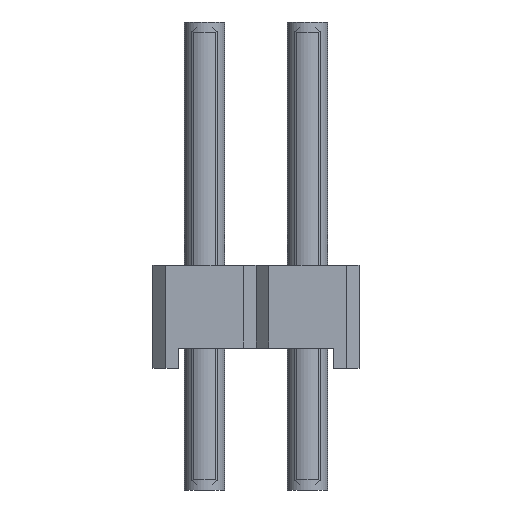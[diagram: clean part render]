
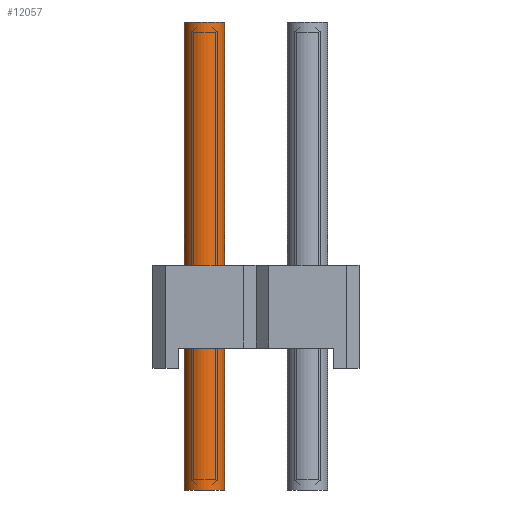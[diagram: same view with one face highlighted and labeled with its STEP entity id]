
A CAD part, left-side view. The second image highlights one B-rep face of the part: STEP entity #12057.
In plain terms, the highlighted cylindrical face has radius 0.5 mm (diameter 1 mm), a full revolution.
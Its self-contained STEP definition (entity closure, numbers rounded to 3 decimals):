
#231=CIRCLE('',#12714,0.5);
#232=CIRCLE('',#12715,0.5);
#660=CYLINDRICAL_SURFACE('',#12713,0.5);
#981=ORIENTED_EDGE('',*,*,#4535,.F.);
#982=ORIENTED_EDGE('',*,*,#4536,.T.);
#4535=EDGE_CURVE('',#6321,#6321,#231,.T.);
#4536=EDGE_CURVE('',#6322,#6322,#232,.T.);
#6321=VERTEX_POINT('',#17426);
#6322=VERTEX_POINT('',#17428);
#10245=EDGE_LOOP('',(#981));
#10246=EDGE_LOOP('',(#982));
#10955=FACE_BOUND('',#10245,.T.);
#10956=FACE_BOUND('',#10246,.T.);
#12057=ADVANCED_FACE('',(#10955,#10956),#660,.F.);
#12713=AXIS2_PLACEMENT_3D('',#17424,#13873,#13874);
#12714=AXIS2_PLACEMENT_3D('',#17425,#13875,#13876);
#12715=AXIS2_PLACEMENT_3D('',#17427,#13877,#13878);
#13873=DIRECTION('',(0.,0.,1.));
#13874=DIRECTION('',(1.,0.,0.));
#13875=DIRECTION('',(0.,0.,-1.));
#13876=DIRECTION('',(1.,0.,0.));
#13877=DIRECTION('',(0.,0.,-1.));
#13878=DIRECTION('',(1.,0.,0.));
#17424=CARTESIAN_POINT('',(0.,0.,0.));
#17425=CARTESIAN_POINT('',(0.,0.,11.54));
#17426=CARTESIAN_POINT('',(0.5,0.,11.54));
#17427=CARTESIAN_POINT('',(0.,0.,0.));
#17428=CARTESIAN_POINT('',(0.5,0.,0.));
